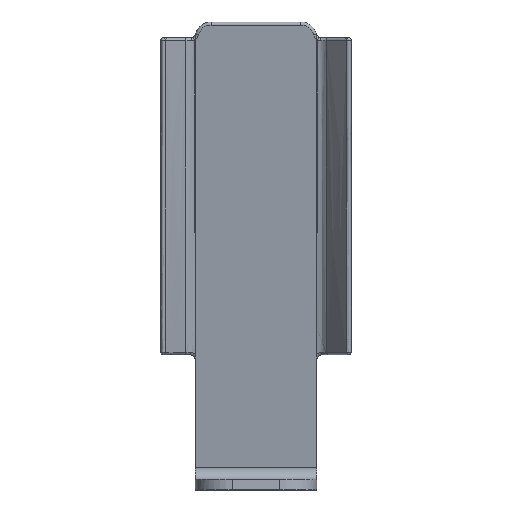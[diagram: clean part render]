
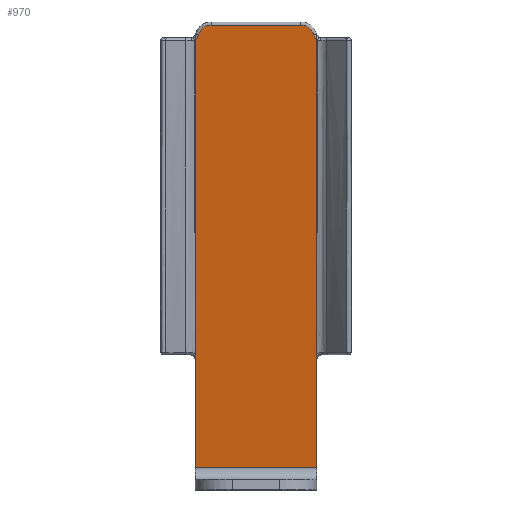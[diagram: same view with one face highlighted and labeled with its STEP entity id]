
A CAD part, top view. The second image highlights one B-rep face of the part: STEP entity #970.
In plain terms, the highlighted planar face has unit normal (0, -0.156, 0.988).
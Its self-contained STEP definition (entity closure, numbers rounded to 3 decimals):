
#16=ELLIPSE('',#1028,1.519,1.5);
#17=ELLIPSE('',#1030,2.531,2.5);
#19=ELLIPSE('',#1035,2.531,2.5);
#21=ELLIPSE('',#1037,1.519,1.5);
#35=PLANE('',#1071);
#64=LINE('',#1949,#110);
#74=LINE('',#2057,#120);
#83=LINE('',#2380,#129);
#84=LINE('',#2381,#130);
#110=VECTOR('',#1182,10.);
#120=VECTOR('',#1218,10.);
#129=VECTOR('',#1277,10.);
#130=VECTOR('',#1278,10.);
#199=FACE_OUTER_BOUND('',#257,.T.);
#257=EDGE_LOOP('',(#830,#831,#832,#833,#834,#835,#836,#837));
#410=VERTEX_POINT('',#1891);
#413=VERTEX_POINT('',#1907);
#415=VERTEX_POINT('',#1941);
#417=VERTEX_POINT('',#1947);
#419=VERTEX_POINT('',#1982);
#421=VERTEX_POINT('',#2011);
#428=VERTEX_POINT('',#2056);
#443=VERTEX_POINT('',#2379);
#524=EDGE_CURVE('',#413,#410,#16,.T.);
#526=EDGE_CURVE('',#415,#413,#17,.T.);
#529=EDGE_CURVE('',#417,#415,#64,.T.);
#532=EDGE_CURVE('',#419,#417,#19,.T.);
#535=EDGE_CURVE('',#421,#419,#21,.T.);
#549=EDGE_CURVE('',#428,#410,#74,.T.);
#583=EDGE_CURVE('',#421,#443,#83,.T.);
#584=EDGE_CURVE('',#428,#443,#84,.T.);
#830=ORIENTED_EDGE('',*,*,#535,.F.);
#831=ORIENTED_EDGE('',*,*,#583,.T.);
#832=ORIENTED_EDGE('',*,*,#584,.F.);
#833=ORIENTED_EDGE('',*,*,#549,.T.);
#834=ORIENTED_EDGE('',*,*,#524,.F.);
#835=ORIENTED_EDGE('',*,*,#526,.F.);
#836=ORIENTED_EDGE('',*,*,#529,.F.);
#837=ORIENTED_EDGE('',*,*,#532,.F.);
#970=ADVANCED_FACE('',(#199),#35,.T.);
#1028=AXIS2_PLACEMENT_3D('',#1909,#1170,#1171);
#1030=AXIS2_PLACEMENT_3D('',#1943,#1174,#1175);
#1035=AXIS2_PLACEMENT_3D('',#1984,#1186,#1187);
#1037=AXIS2_PLACEMENT_3D('',#2024,#1190,#1191);
#1071=AXIS2_PLACEMENT_3D('',#2378,#1275,#1276);
#1170=DIRECTION('center_axis',(0.,-0.156,0.988));
#1171=DIRECTION('ref_axis',(0.,-0.988,-0.156));
#1174=DIRECTION('center_axis',(0.,0.156,-0.988));
#1175=DIRECTION('ref_axis',(0.,0.988,0.156));
#1182=DIRECTION('',(1.,0.,0.));
#1186=DIRECTION('center_axis',(0.,0.156,-0.988));
#1187=DIRECTION('ref_axis',(0.,0.988,0.156));
#1190=DIRECTION('center_axis',(0.,-0.156,0.988));
#1191=DIRECTION('ref_axis',(0.,-0.988,-0.156));
#1218=DIRECTION('',(0.,0.988,0.156));
#1275=DIRECTION('center_axis',(0.,-0.156,0.988));
#1276=DIRECTION('ref_axis',(1.,0.,0.));
#1277=DIRECTION('',(0.,-0.988,-0.156));
#1278=DIRECTION('',(-1.,0.,0.));
#1891=CARTESIAN_POINT('',(-6.5,83.302,15.478));
#1907=CARTESIAN_POINT('',(-7.079,84.147,15.611));
#1909=CARTESIAN_POINT('Origin',(-5.627,84.522,15.671));
#1941=CARTESIAN_POINT('',(-9.5,86.022,15.908));
#1943=CARTESIAN_POINT('Origin',(-9.5,83.522,15.512));
#1947=CARTESIAN_POINT('',(-26.5,86.022,15.908));
#1949=CARTESIAN_POINT('',(-12.25,86.022,15.908));
#1982=CARTESIAN_POINT('',(-28.921,84.147,15.611));
#1984=CARTESIAN_POINT('Origin',(-26.5,83.522,15.512));
#2011=CARTESIAN_POINT('',(-29.5,83.302,15.478));
#2024=CARTESIAN_POINT('Origin',(-30.373,84.522,15.671));
#2056=CARTESIAN_POINT('',(-6.5,2.313,2.65));
#2057=CARTESIAN_POINT('',(-6.5,21.413,5.675));
#2378=CARTESIAN_POINT('Origin',(-18.,43.833,9.226));
#2379=CARTESIAN_POINT('',(-29.5,2.313,2.65));
#2380=CARTESIAN_POINT('',(-29.5,86.6,16.));
#2381=CARTESIAN_POINT('',(-12.25,2.313,2.65));
